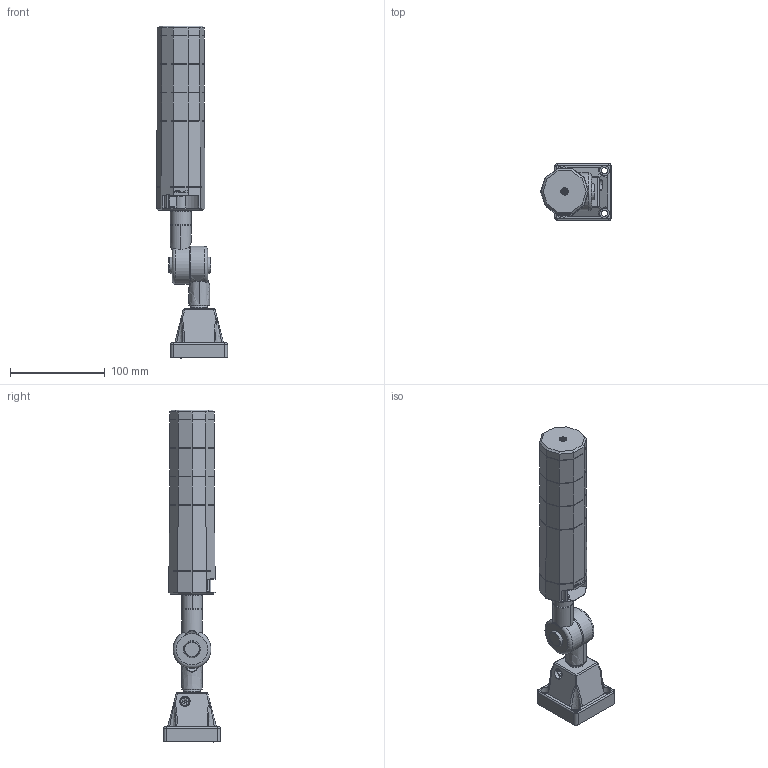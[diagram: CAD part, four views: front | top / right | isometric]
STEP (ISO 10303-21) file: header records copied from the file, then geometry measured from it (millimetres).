
FILE_DESCRIPTION((''),'2;1');
FILE_NAME('NLA50DC-3B1DZ SERIES.stp','2023-12-26T13:30:13',(''),(''),'Mechanical Desktop 2011','Mechanical Desktop 2011',', , ');
FILE_SCHEMA(('CONFIG_CONTROL_DESIGN'));
Length unit declared in the file: millimetre
Products named in the file (1): Product
Bounding box: 75.11 x 60 x 351 mm (x, y, z)
Volume: 470913.2 mm3; surface area: 102296.9 mm2
Topology: 24 solids, 24 shells, 640 faces, 1654 edges, 1083 vertices
Faces by surface type: plane 349, bspline 160, cylinder 96, cone 18, torus 11, sphere 6
Entity records: 23925 total; most frequent: CARTESIAN_POINT 8460, ORIENTED_EDGE 3308, DIRECTION 3019, EDGE_CURVE 1654, VERTEX_POINT 1083, VECTOR 1041, LINE 1041, AXIS2_PLACEMENT_3D 989
